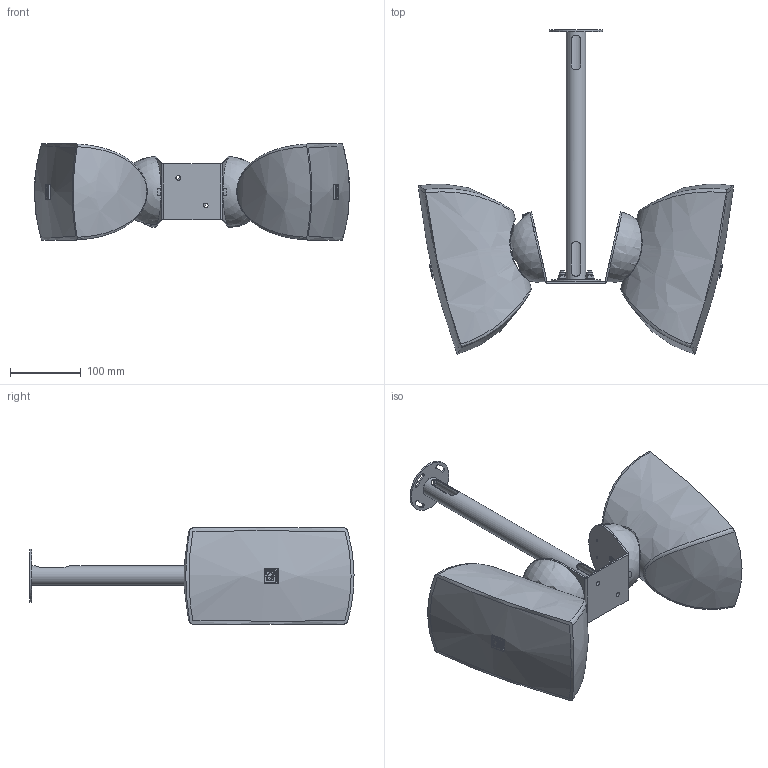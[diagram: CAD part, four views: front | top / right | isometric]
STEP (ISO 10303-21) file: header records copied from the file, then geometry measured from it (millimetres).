
FILE_DESCRIPTION(/* description */ (''),/* implementation_level */ '2;1');
FILE_NAME(/* name */ 'AUDAC-CMA142.stp',/* time_stamp */ '2021-03-11T10:54:50+01:00',/* author */ ('kamiel'),/* organization */ (''),/* preprocessor_version */ 'ST-DEVELOPER v18.1',/* originating_system */ 'Autodesk Inventor 2021',/* authorisation */ '');
FILE_SCHEMA (('AUTOMOTIVE_DESIGN { 1 0 10303 214 3 1 1 }'));
Products named in the file (1): AUDAC-CMA142
Bounding box: 444.96 x 457.42 x 136.02 mm (x, y, z)
Volume: 5927682.3 mm3; surface area: 395611.9 mm2
Topology: 1 solids, 3 shells, 2588 faces, 7088 edges, 4656 vertices
Faces by surface type: plane 1554, bspline 618, cylinder 332, cone 58, sphere 18, torus 8
Full cylindrical faces by diameter (mm): 2.5 x4, 3 x12, 3.2 x12, 3.242 x8, 3.5 x10, 3.7 x2, 4 x2, 4.2 x16, 6 x4, 6.6 x4, 8.88 x2, 9.5 x2, 12 x2, 20 x4, 25 x1, 28 x1, 70 x1, 75 x1
Entity records: 108804 total; most frequent: CARTESIAN_POINT 43552, ORIENTED_EDGE 14128, DIRECTION 10894, EDGE_CURVE 7064, LINE 4748, VECTOR 4748, VERTEX_POINT 4654, AXIS2_PLACEMENT_3D 3073
